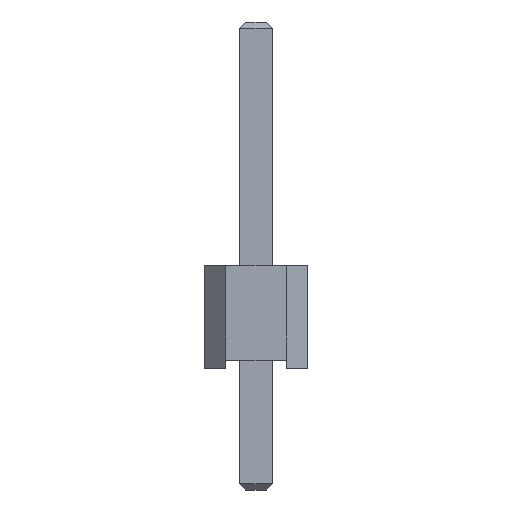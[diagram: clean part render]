
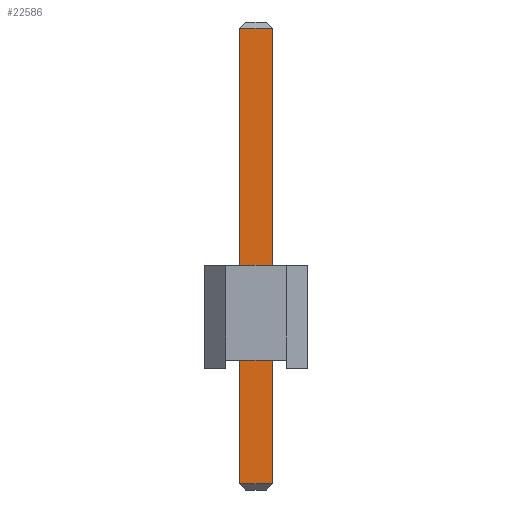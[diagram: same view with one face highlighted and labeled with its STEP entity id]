
A CAD part, front view. The second image highlights one B-rep face of the part: STEP entity #22586.
In plain terms, the highlighted planar face has unit normal (0, -1, 0).
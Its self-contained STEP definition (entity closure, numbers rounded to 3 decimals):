
#22174 = PLANE('',#22175);
#22175 = AXIS2_PLACEMENT_3D('',#22176,#22177,#22178);
#22176 = CARTESIAN_POINT('',(-0.4,-0.4,-3.));
#22177 = DIRECTION('',(-1.,0.,0.));
#22178 = DIRECTION('',(0.,1.,0.));
#22230 = PLANE('',#22231);
#22231 = AXIS2_PLACEMENT_3D('',#22232,#22233,#22234);
#22232 = CARTESIAN_POINT('',(0.4,0.4,-3.));
#22233 = DIRECTION('',(1.,0.,0.));
#22234 = DIRECTION('',(0.,-1.,0.));
#22271 = EDGE_CURVE('',#22272,#22274,#22276,.T.);
#22272 = VERTEX_POINT('',#22273);
#22273 = CARTESIAN_POINT('',(-0.4,-0.4,-2.85));
#22274 = VERTEX_POINT('',#22275);
#22275 = CARTESIAN_POINT('',(-0.4,-0.4,8.39));
#22276 = SURFACE_CURVE('',#22277,(#22281,#22288),.PCURVE_S1.);
#22277 = LINE('',#22278,#22279);
#22278 = CARTESIAN_POINT('',(-0.4,-0.4,-3.));
#22279 = VECTOR('',#22280,1.);
#22280 = DIRECTION('',(0.,0.,1.));
#22281 = PCURVE('',#22174,#22282);
#22282 = DEFINITIONAL_REPRESENTATION('',(#22283),#22287);
#22283 = LINE('',#22284,#22285);
#22284 = CARTESIAN_POINT('',(0.,0.));
#22285 = VECTOR('',#22286,1.);
#22286 = DIRECTION('',(0.,-1.));
#22287 = ( GEOMETRIC_REPRESENTATION_CONTEXT(2) 
PARAMETRIC_REPRESENTATION_CONTEXT() REPRESENTATION_CONTEXT('2D SPACE',''
  ) );
#22288 = PCURVE('',#22289,#22294);
#22289 = PLANE('',#22290);
#22290 = AXIS2_PLACEMENT_3D('',#22291,#22292,#22293);
#22291 = CARTESIAN_POINT('',(0.4,-0.4,-3.));
#22292 = DIRECTION('',(0.,-1.,0.));
#22293 = DIRECTION('',(-1.,0.,0.));
#22294 = DEFINITIONAL_REPRESENTATION('',(#22295),#22299);
#22295 = LINE('',#22296,#22297);
#22296 = CARTESIAN_POINT('',(0.8,0.));
#22297 = VECTOR('',#22298,1.);
#22298 = DIRECTION('',(0.,-1.));
#22299 = ( GEOMETRIC_REPRESENTATION_CONTEXT(2) 
PARAMETRIC_REPRESENTATION_CONTEXT() REPRESENTATION_CONTEXT('2D SPACE',''
  ) );
#22521 = VERTEX_POINT('',#22522);
#22522 = CARTESIAN_POINT('',(0.4,-0.4,8.39));
#22543 = EDGE_CURVE('',#22544,#22521,#22546,.T.);
#22544 = VERTEX_POINT('',#22545);
#22545 = CARTESIAN_POINT('',(0.4,-0.4,-2.85));
#22546 = SURFACE_CURVE('',#22547,(#22551,#22558),.PCURVE_S1.);
#22547 = LINE('',#22548,#22549);
#22548 = CARTESIAN_POINT('',(0.4,-0.4,-3.));
#22549 = VECTOR('',#22550,1.);
#22550 = DIRECTION('',(0.,0.,1.));
#22551 = PCURVE('',#22230,#22552);
#22552 = DEFINITIONAL_REPRESENTATION('',(#22553),#22557);
#22553 = LINE('',#22554,#22555);
#22554 = CARTESIAN_POINT('',(0.8,0.));
#22555 = VECTOR('',#22556,1.);
#22556 = DIRECTION('',(0.,-1.));
#22557 = ( GEOMETRIC_REPRESENTATION_CONTEXT(2) 
PARAMETRIC_REPRESENTATION_CONTEXT() REPRESENTATION_CONTEXT('2D SPACE',''
  ) );
#22558 = PCURVE('',#22289,#22559);
#22559 = DEFINITIONAL_REPRESENTATION('',(#22560),#22564);
#22560 = LINE('',#22561,#22562);
#22561 = CARTESIAN_POINT('',(0.,-0.));
#22562 = VECTOR('',#22563,1.);
#22563 = DIRECTION('',(0.,-1.));
#22564 = ( GEOMETRIC_REPRESENTATION_CONTEXT(2) 
PARAMETRIC_REPRESENTATION_CONTEXT() REPRESENTATION_CONTEXT('2D SPACE',''
  ) );
#22586 = ADVANCED_FACE('',(#22587),#22289,.T.);
#22587 = FACE_BOUND('',#22588,.T.);
#22588 = EDGE_LOOP('',(#22589,#22590,#22616,#22617));
#22589 = ORIENTED_EDGE('',*,*,#22543,.T.);
#22590 = ORIENTED_EDGE('',*,*,#22591,.T.);
#22591 = EDGE_CURVE('',#22521,#22274,#22592,.T.);
#22592 = SURFACE_CURVE('',#22593,(#22597,#22604),.PCURVE_S1.);
#22593 = LINE('',#22594,#22595);
#22594 = CARTESIAN_POINT('',(0.4,-0.4,8.39));
#22595 = VECTOR('',#22596,1.);
#22596 = DIRECTION('',(-1.,0.,0.));
#22597 = PCURVE('',#22289,#22598);
#22598 = DEFINITIONAL_REPRESENTATION('',(#22599),#22603);
#22599 = LINE('',#22600,#22601);
#22600 = CARTESIAN_POINT('',(0.,-11.39));
#22601 = VECTOR('',#22602,1.);
#22602 = DIRECTION('',(1.,0.));
#22603 = ( GEOMETRIC_REPRESENTATION_CONTEXT(2) 
PARAMETRIC_REPRESENTATION_CONTEXT() REPRESENTATION_CONTEXT('2D SPACE',''
  ) );
#22604 = PCURVE('',#22605,#22610);
#22605 = PLANE('',#22606);
#22606 = AXIS2_PLACEMENT_3D('',#22607,#22608,#22609);
#22607 = CARTESIAN_POINT('',(0.4,-0.325,8.465));
#22608 = DIRECTION('',(0.,-0.707,0.707));
#22609 = DIRECTION('',(1.,0.,0.));
#22610 = DEFINITIONAL_REPRESENTATION('',(#22611),#22615);
#22611 = LINE('',#22612,#22613);
#22612 = CARTESIAN_POINT('',(-0.,-0.106));
#22613 = VECTOR('',#22614,1.);
#22614 = DIRECTION('',(-1.,0.));
#22615 = ( GEOMETRIC_REPRESENTATION_CONTEXT(2) 
PARAMETRIC_REPRESENTATION_CONTEXT() REPRESENTATION_CONTEXT('2D SPACE',''
  ) );
#22616 = ORIENTED_EDGE('',*,*,#22271,.F.);
#22617 = ORIENTED_EDGE('',*,*,#22618,.F.);
#22618 = EDGE_CURVE('',#22544,#22272,#22619,.T.);
#22619 = SURFACE_CURVE('',#22620,(#22624,#22631),.PCURVE_S1.);
#22620 = LINE('',#22621,#22622);
#22621 = CARTESIAN_POINT('',(0.4,-0.4,-2.85));
#22622 = VECTOR('',#22623,1.);
#22623 = DIRECTION('',(-1.,0.,0.));
#22624 = PCURVE('',#22289,#22625);
#22625 = DEFINITIONAL_REPRESENTATION('',(#22626),#22630);
#22626 = LINE('',#22627,#22628);
#22627 = CARTESIAN_POINT('',(0.,-0.15));
#22628 = VECTOR('',#22629,1.);
#22629 = DIRECTION('',(1.,0.));
#22630 = ( GEOMETRIC_REPRESENTATION_CONTEXT(2) 
PARAMETRIC_REPRESENTATION_CONTEXT() REPRESENTATION_CONTEXT('2D SPACE',''
  ) );
#22631 = PCURVE('',#22632,#22637);
#22632 = PLANE('',#22633);
#22633 = AXIS2_PLACEMENT_3D('',#22634,#22635,#22636);
#22634 = CARTESIAN_POINT('',(0.4,-0.325,-2.925));
#22635 = DIRECTION('',(0.,0.707,0.707)
  );
#22636 = DIRECTION('',(1.,0.,0.));
#22637 = DEFINITIONAL_REPRESENTATION('',(#22638),#22642);
#22638 = LINE('',#22639,#22640);
#22639 = CARTESIAN_POINT('',(-0.,-0.106));
#22640 = VECTOR('',#22641,1.);
#22641 = DIRECTION('',(-1.,0.));
#22642 = ( GEOMETRIC_REPRESENTATION_CONTEXT(2) 
PARAMETRIC_REPRESENTATION_CONTEXT() REPRESENTATION_CONTEXT('2D SPACE',''
  ) );
